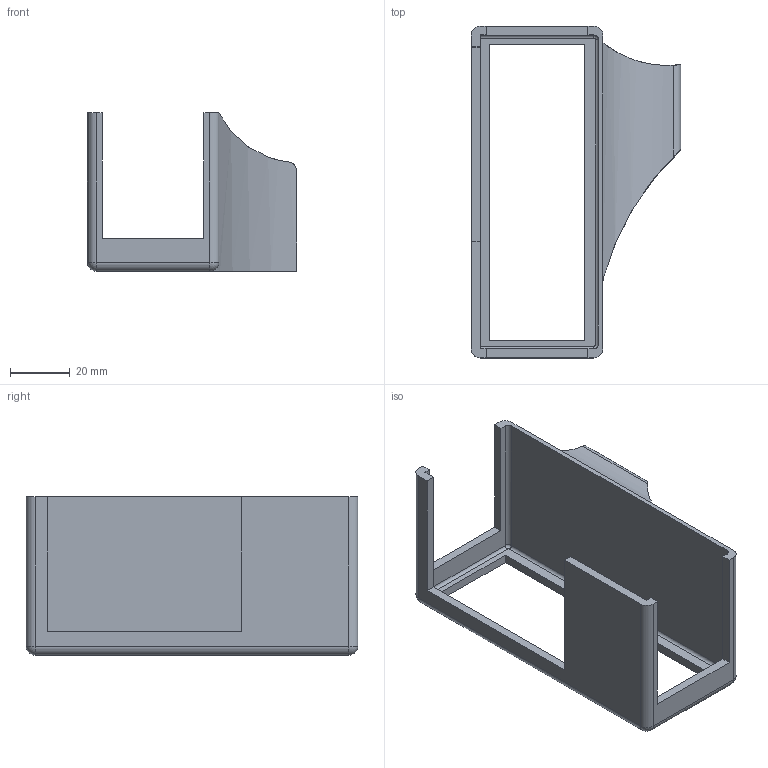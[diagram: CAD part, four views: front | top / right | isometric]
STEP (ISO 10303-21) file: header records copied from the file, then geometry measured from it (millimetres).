
FILE_DESCRIPTION(('FreeCAD Model'),'2;1');
FILE_NAME('HacktomaMount.step','2015-05-13T17:43:19',('Author'),(''), 'Open CASCADE STEP processor 6.8','FreeCAD','Unknown');
FILE_SCHEMA(('AUTOMOTIVE_DESIGN_CC2 { 1 2 10303 214 -1 1 5 4 }'));
Length unit declared in the file: millimetre
Products named in the file (1): HacktomaMount
Bounding box: 70 x 111 x 53 mm (x, y, z)
Volume: 72745.3 mm3; surface area: 27350.1 mm2
Topology: 1 solids, 1 shells, 56 faces, 146 edges, 92 vertices
Faces by surface type: plane 32, cylinder 18, sphere 4, revolution 2
Entity records: 6010 total; most frequent: CARTESIAN_POINT 3142, DIRECTION 504, LINE 324, VECTOR 324, ORIENTED_EDGE 292, PCURVE 292, DEFINITIONAL_REPRESENTATION 292, EDGE_CURVE 146
